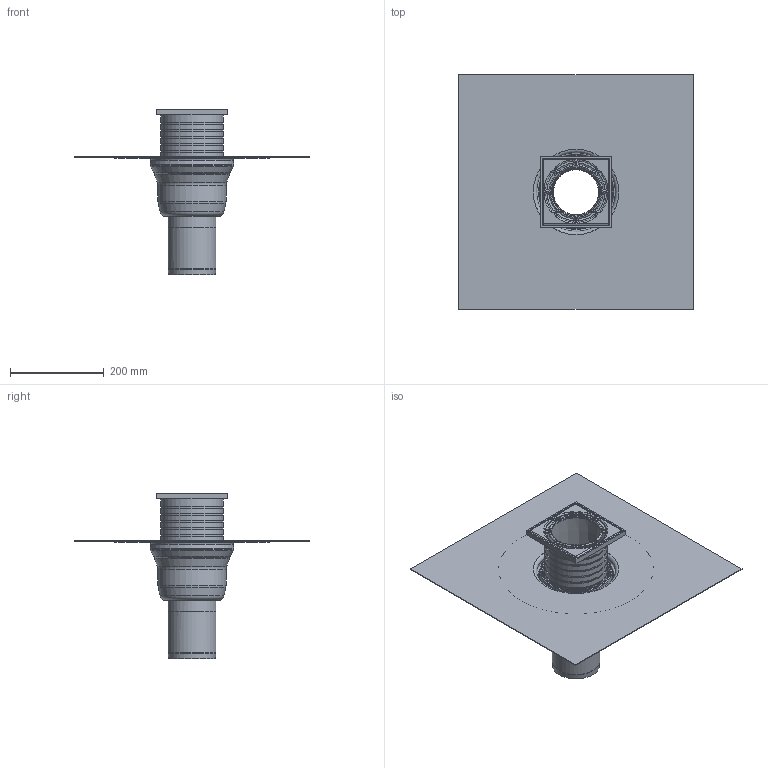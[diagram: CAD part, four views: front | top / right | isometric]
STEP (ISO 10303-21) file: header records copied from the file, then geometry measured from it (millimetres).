
FILE_DESCRIPTION(/* description */ (''),/* implementation_level */ '2;1');
FILE_NAME(/* name */ '16260.100X_3D.stp',/* time_stamp */ '2024-12-12T07:22:29+01:00',/* author */ ('CAD'),/* organization */ (''),/* preprocessor_version */ 'ST-DEVELOPER v20',/* originating_system */ 'AutoCAD Mechanical',/* authorisation */ '');
FILE_SCHEMA (('AUTOMOTIVE_DESIGN { 1 0 10303 214 3 1 1 }'));
Length unit declared in the file: millimetre
Products named in the file (2): Product; *S0
Assembly tree (1 placements, depth 2):
  Product
    *S0
Bounding box: 500 x 500 x 352.19 mm (x, y, z)
Volume: 1189426.3 mm3; surface area: 1172073.9 mm2
Topology: 10 solids, 11 shells, 352 faces, 800 edges, 498 vertices
Faces by surface type: cylinder 132, torus 91, plane 90, cone 31, sphere 8
Full cylindrical faces by diameter (mm): 3.5 x4, 8 x4, 98 x1, 102 x3, 102.2 x1, 104 x1, 107 x1, 132 x8, 133 x10, 140 x1, 141 x1, 145 x1, 146 x2, 150 x2, 152 x1, 171 x1, 174 x2, 178 x1, 181.758 x1, 181.76 x1, 330 x1
Entity records: 10259 total; most frequent: DIRECTION 2027, CARTESIAN_POINT 1765, ORIENTED_EDGE 1600, AXIS2_PLACEMENT_3D 896, EDGE_CURVE 800, CIRCLE 525, VERTEX_POINT 498, EDGE_LOOP 418
